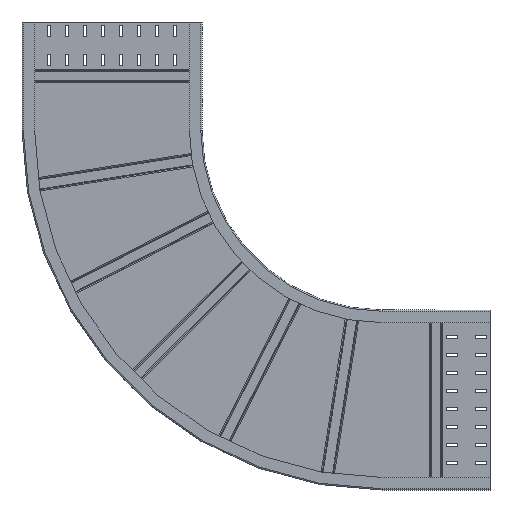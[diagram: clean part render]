
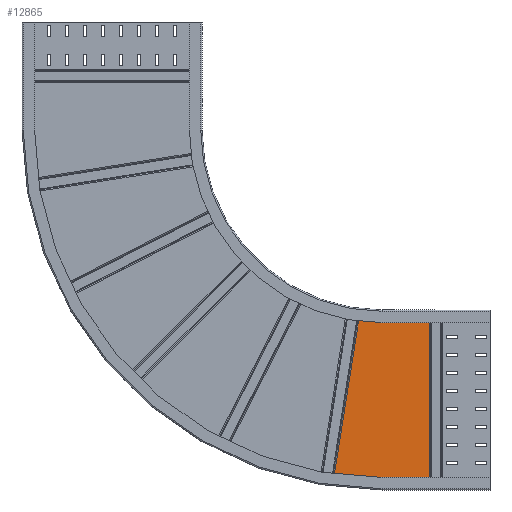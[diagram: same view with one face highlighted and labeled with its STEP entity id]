
A CAD part, front view. The second image highlights one B-rep face of the part: STEP entity #12865.
In plain terms, the highlighted planar face has unit normal (0, -1, 0).
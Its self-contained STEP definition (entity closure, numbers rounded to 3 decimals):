
#3823=DIRECTION('',(1.,0.,0.));
#3824=VECTOR('',#3823,131.378);
#3825=CARTESIAN_POINT('',(750.,-1.5,-1296.5));
#3826=LINE('',#3825,#3824);
#3827=CARTESIAN_POINT('',(750.,-1.5,-300.));
#3828=DIRECTION('',(0.,-1.,0.));
#3829=DIRECTION('',(-0.138,0.,-0.99));
#3830=AXIS2_PLACEMENT_3D('',#3827,#3828,#3829);
#3832=DIRECTION('',(-0.156,0.,-0.988));
#3833=VECTOR('',#3832,493.175);
#3834=CARTESIAN_POINT('',(689.941,-1.5,
-799.905));
#3835=LINE('',#3834,#3833);
#3836=CARTESIAN_POINT('',(750.,-1.5,-300.));
#3837=DIRECTION('',(0.,1.,0.));
#3838=DIRECTION('',(0.,0.,-1.));
#3839=AXIS2_PLACEMENT_3D('',#3836,#3837,#3838);
#3841=DIRECTION('',(-1.,0.,0.));
#3842=VECTOR('',#3841,131.378);
#3843=CARTESIAN_POINT('',(881.378,-1.5,-803.5));
#3844=LINE('',#3843,#3842);
#3845=DIRECTION('',(0.,0.,-1.));
#3846=VECTOR('',#3845,493.);
#3847=CARTESIAN_POINT('',(881.378,-1.5,-803.5));
#3848=LINE('',#3847,#3846);
#5570=CARTESIAN_POINT('',(612.791,-1.5,
-1287.009));
#5571=VERTEX_POINT('',#5570);
#5572=CARTESIAN_POINT('',(689.941,-1.5,
-799.905));
#5574=VERTEX_POINT('',#5572);
#5582=CARTESIAN_POINT('',(881.378,-1.5,-803.5));
#5583=VERTEX_POINT('',#5582);
#5590=CARTESIAN_POINT('',(881.378,-1.5,-1296.5));
#5591=VERTEX_POINT('',#5590);
#6666=CARTESIAN_POINT('',(750.,-1.5,-803.5));
#6667=VERTEX_POINT('',#6666);
#6672=CARTESIAN_POINT('',(750.,-1.5,-1296.5));
#6673=VERTEX_POINT('',#6672);
#12848=CARTESIAN_POINT('',(234.352,-1.5,-134.052));
#12849=DIRECTION('',(0.,1.,0.));
#12850=DIRECTION('',(0.,0.,1.));
#12851=AXIS2_PLACEMENT_3D('',#12848,#12849,#12850);
#12852=PLANE('',#12851);
#12854=ORIENTED_EDGE('',*,*,#12853,.T.);
#12856=ORIENTED_EDGE('',*,*,#12855,.F.);
#12858=ORIENTED_EDGE('',*,*,#12857,.F.);
#12860=ORIENTED_EDGE('',*,*,#12859,.F.);
#12861=ORIENTED_EDGE('',*,*,#12810,.F.);
#12862=ORIENTED_EDGE('',*,*,#12839,.F.);
#12863=EDGE_LOOP('',(#12854,#12856,#12858,#12860,#12861,#12862));
#12864=FACE_OUTER_BOUND('',#12863,.F.);
#12865=ADVANCED_FACE('',(#12864),#12852,.F.);
#3831=CIRCLE('',#3830,996.5);
#3840=CIRCLE('',#3839,503.5);
#12810=EDGE_CURVE('',#6667,#5574,#3840,.T.);
#12839=EDGE_CURVE('',#5583,#6667,#3844,.T.);
#12853=EDGE_CURVE('',#5583,#5591,#3848,.T.);
#12855=EDGE_CURVE('',#6673,#5591,#3826,.T.);
#12857=EDGE_CURVE('',#5571,#6673,#3831,.T.);
#12859=EDGE_CURVE('',#5574,#5571,#3835,.T.);
